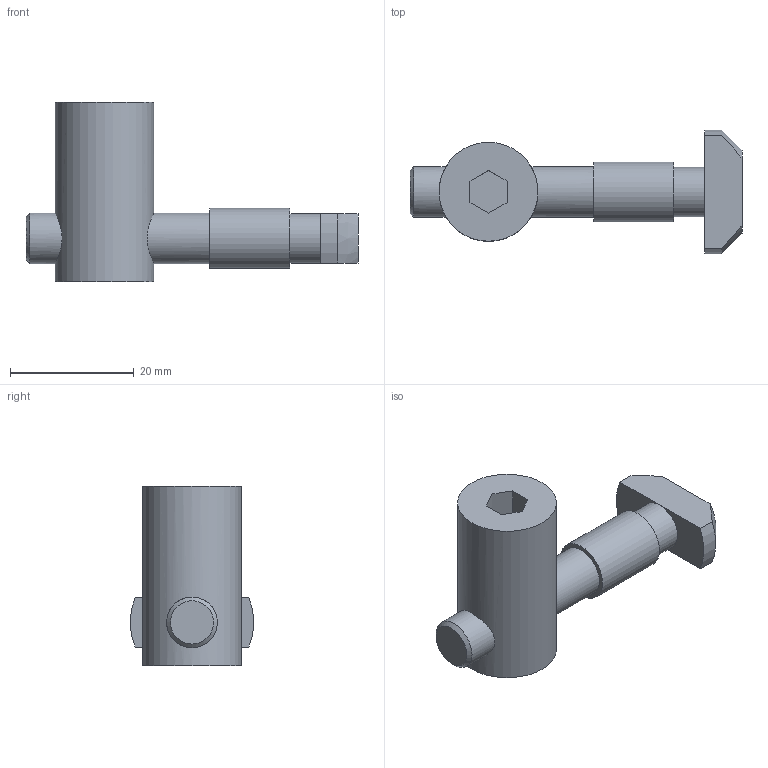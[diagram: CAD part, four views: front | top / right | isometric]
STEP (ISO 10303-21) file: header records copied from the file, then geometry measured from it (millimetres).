
FILE_DESCRIPTION(/* description */ (''),/* implementation_level */ '2;1');
FILE_NAME(/* name */ '128205',/* time_stamp */ '2014-10-06T12:11:26+02:00',/* author */ (''),/* organization */ (''),/* preprocessor_version */ 'ST-DEVELOPER v14',/* originating_system */ 'HiCAD 2013 1802.4 Build 509',/* authorisation */ '');
FILE_SCHEMA (('AUTOMOTIVE_DESIGN { 1 0 10303 214 1 1 1 1 }'));
Length unit declared in the file: millimetre
Products named in the file (2): Root; 128205Basisverbinding 10 / GV-02BOIKON
Assembly tree (1 placements, depth 2):
  Root
    128205Basisverbinding 10 / GV-02BOIKON
Bounding box: 53.7 x 19.93 x 29 mm (x, y, z)
Volume: 8340.5 mm3; surface area: 3464.1 mm2
Topology: 1 solids, 1 shells, 27 faces, 60 edges, 40 vertices
Faces by surface type: plane 17, cylinder 7, cone 3
Full cylindrical faces by diameter (mm): 8 x1, 8.2 x2, 9.7 x1, 16 x1
Entity records: 2528 total; most frequent: CARTESIAN_POINT 1424, DIRECTION 126, PRESENTATION_STYLE_ASSIGNMENT 101, COLOUR_RGB 101, DRAUGHTING_PRE_DEFINED_CURVE_FONT 100, CURVE_STYLE 100, OVER_RIDING_STYLED_ITEM 100, ORIENTED_EDGE 100
